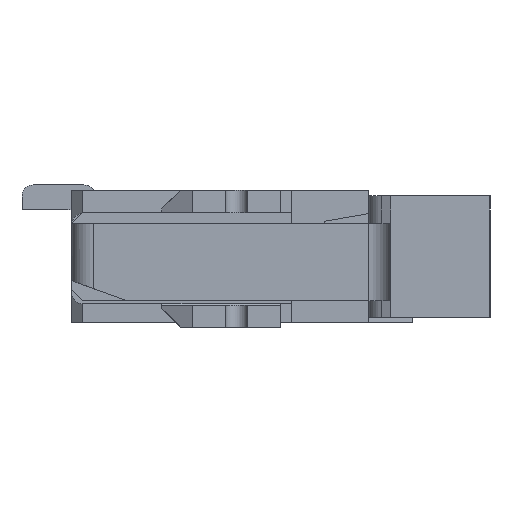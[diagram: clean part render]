
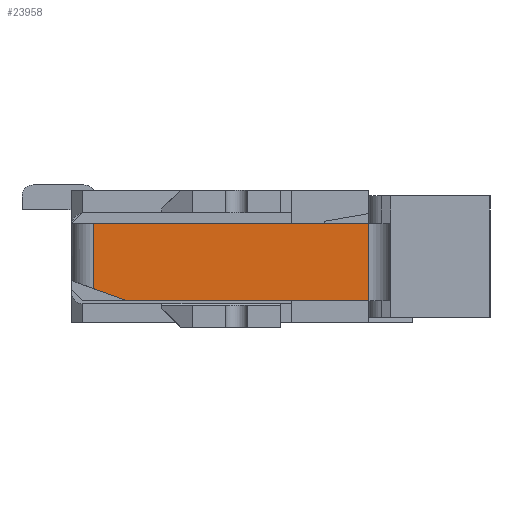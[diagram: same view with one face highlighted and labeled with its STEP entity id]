
A CAD part, left-side view. The second image highlights one B-rep face of the part: STEP entity #23958.
In plain terms, the highlighted planar face has unit normal (-1, 0, 0).
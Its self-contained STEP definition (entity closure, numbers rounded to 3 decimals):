
#6836=ORIENTED_EDGE('',*,*,#10864,.F.);
#6837=ORIENTED_EDGE('',*,*,#10874,.T.);
#6838=ORIENTED_EDGE('',*,*,#10875,.T.);
#6839=ORIENTED_EDGE('',*,*,#10873,.T.);
#6840=ORIENTED_EDGE('',*,*,#10876,.T.);
#10864=EDGE_CURVE('',#13335,#13336,#16406,.T.);
#10873=EDGE_CURVE('',#13339,#13341,#16413,.T.);
#10874=EDGE_CURVE('',#13335,#13342,#16414,.F.);
#10875=EDGE_CURVE('',#13342,#13339,#16415,.T.);
#10876=EDGE_CURVE('',#13341,#13336,#16416,.T.);
#13335=VERTEX_POINT('',#37964);
#13336=VERTEX_POINT('',#37966);
#13339=VERTEX_POINT('',#37977);
#13341=VERTEX_POINT('',#37981);
#13342=VERTEX_POINT('',#37985);
#16406=LINE('',#37965,#19528);
#16413=LINE('',#37982,#19535);
#16414=LINE('',#37984,#19536);
#16415=LINE('',#37986,#19537);
#16416=LINE('',#37987,#19538);
#19528=VECTOR('',#30964,1000.);
#19535=VECTOR('',#30979,1000.);
#19536=VECTOR('',#30982,1000.);
#19537=VECTOR('',#30983,1000.);
#19538=VECTOR('',#30984,1000.);
#20819=EDGE_LOOP('',(#6836,#6837,#6838,#6839,#6840));
#21935=FACE_BOUND('',#20819,.T.);
#22905=PLANE('',#25428);
#23958=ADVANCED_FACE('',(#21935),#22905,.F.);
#25428=AXIS2_PLACEMENT_3D('',#37983,#30980,#30981);
#30964=DIRECTION('',(0.,1.,0.));
#30979=DIRECTION('',(0.,1.,0.));
#30980=DIRECTION('',(1.,0.,0.));
#30981=DIRECTION('',(0.,0.,-1.));
#30982=DIRECTION('',(0.,0.,-1.));
#30983=DIRECTION('',(0.,0.94,0.342));
#30984=DIRECTION('',(0.,0.,-1.));
#37964=CARTESIAN_POINT('',(-10.4,-3.15,-0.3));
#37965=CARTESIAN_POINT('',(-10.4,-3.35,-0.3));
#37966=CARTESIAN_POINT('',(-10.4,-0.65,-0.3));
#37977=CARTESIAN_POINT('',(-10.4,-2.85,0.4));
#37981=CARTESIAN_POINT('',(-10.4,-0.65,0.4));
#37982=CARTESIAN_POINT('',(-10.4,-3.35,0.4));
#37983=CARTESIAN_POINT('',(-10.4,-3.35,0.4));
#37984=CARTESIAN_POINT('',(-10.4,-3.15,0.218));
#37985=CARTESIAN_POINT('',(-10.4,-3.15,0.291));
#37986=CARTESIAN_POINT('',(-10.4,-3.35,0.218));
#37987=CARTESIAN_POINT('',(-10.4,-0.65,0.4));
